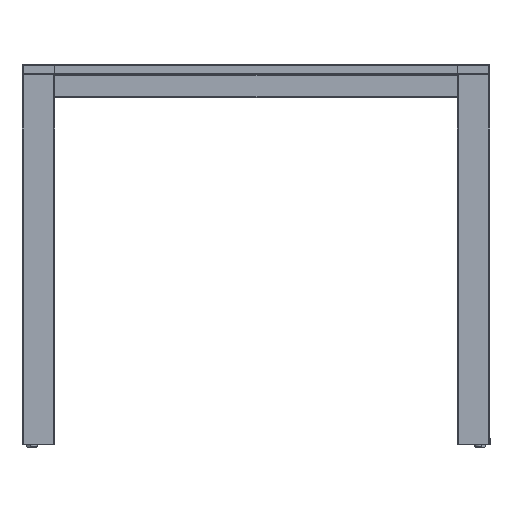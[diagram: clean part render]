
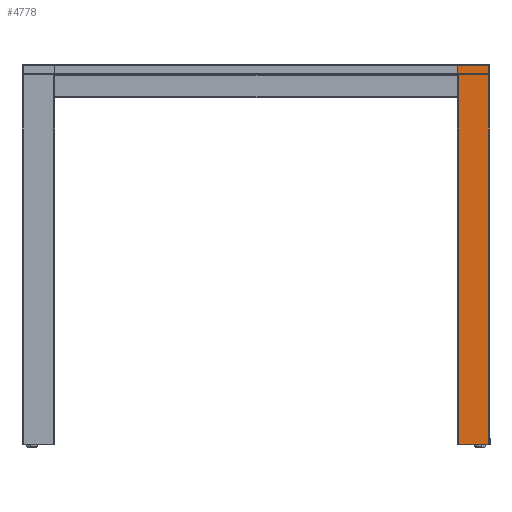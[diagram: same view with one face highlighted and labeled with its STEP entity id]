
A CAD part, left-side view. The second image highlights one B-rep face of the part: STEP entity #4778.
In plain terms, the highlighted planar face has unit normal (-1, 0, 0).
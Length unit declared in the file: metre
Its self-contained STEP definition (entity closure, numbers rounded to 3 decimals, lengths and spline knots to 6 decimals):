
#4778=ADVANCED_FACE('',(#14043),#14044,.T.);
#14043=FACE_OUTER_BOUND('',#28945,.T.);
#14044=PLANE('',#28946);
#28945=EDGE_LOOP('',(#43409,#43410,#43411,#43412));
#28946=AXIS2_PLACEMENT_3D('',#43413,#43414,#43415);
#43409=ORIENTED_EDGE('',*,*,#85326,.F.);
#43410=ORIENTED_EDGE('',*,*,#85324,.F.);
#43411=ORIENTED_EDGE('',*,*,#85327,.T.);
#43412=ORIENTED_EDGE('',*,*,#85328,.T.);
#43413=CARTESIAN_POINT('',(-1.1383,-0.867518,0.568734));
#43414=DIRECTION('',(-1.,0.,0.));
#43415=DIRECTION('',(0.,-1.,0.));
#85324=EDGE_CURVE('',#101819,#101815,#101821,.T.);
#85326=EDGE_CURVE('',#101815,#101823,#101824,.T.);
#85327=EDGE_CURVE('',#101819,#101825,#101826,.T.);
#85328=EDGE_CURVE('',#101825,#101823,#101827,.T.);
#101815=VERTEX_POINT('',#126462);
#101819=VERTEX_POINT('',#126467);
#101821=LINE('',#126469,#126470);
#101823=VERTEX_POINT('',#126472);
#101824=LINE('',#126473,#126474);
#101825=VERTEX_POINT('',#126475);
#101826=LINE('',#126476,#126477);
#101827=LINE('',#126478,#126479);
#126462=CARTESIAN_POINT('',(-1.1383,-0.806068,0.931734));
#126467=CARTESIAN_POINT('',(-1.1383,-0.806068,0.201734));
#126469=CARTESIAN_POINT('',(-1.1383,-0.806068,0.568734));
#126470=VECTOR('',#162868,1.0);
#126472=CARTESIAN_POINT('',(-1.1383,-0.867518,0.931734));
#126473=CARTESIAN_POINT('',(-1.1383,-0.867518,0.931734));
#126474=VECTOR('',#162869,1.0);
#126475=CARTESIAN_POINT('',(-1.1383,-0.867518,0.201734));
#126476=CARTESIAN_POINT('',(-1.1383,-0.867518,0.201734));
#126477=VECTOR('',#162870,1.0);
#126478=CARTESIAN_POINT('',(-1.1383,-0.867518,0.568734));
#126479=VECTOR('',#162871,1.0);
#162868=DIRECTION('',(0.,0.,1.0));
#162869=DIRECTION('',(0.,-1.,0.));
#162870=DIRECTION('',(0.,-1.,0.));
#162871=DIRECTION('',(0.,0.,1.0));
